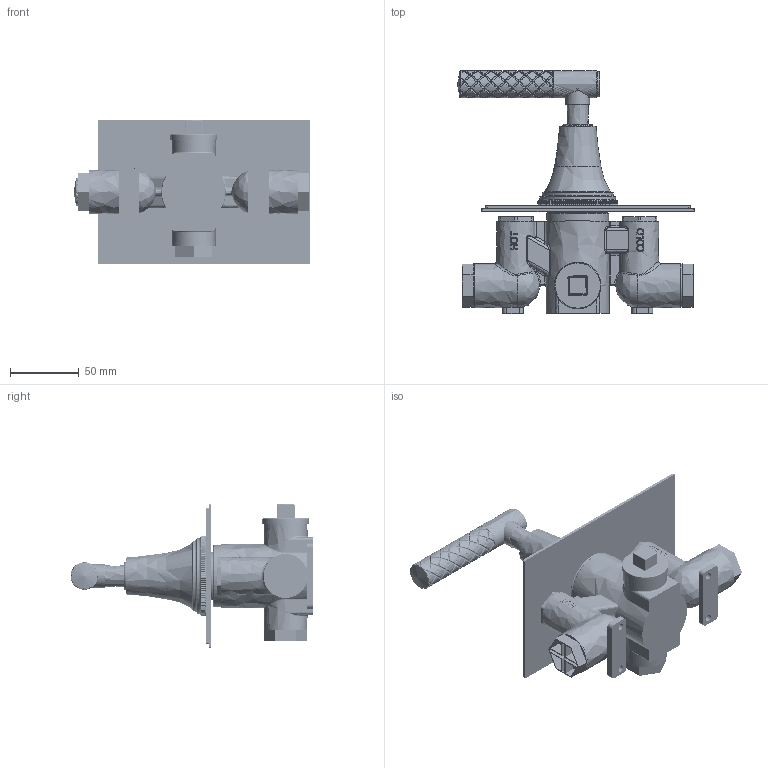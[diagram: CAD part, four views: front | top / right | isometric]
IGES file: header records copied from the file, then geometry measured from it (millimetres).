
Global section: file name: V600-T2BCQ CCQ; native system: Autodesk Inventor 2020; preprocessor: unknown; author: adaniels; date: 20210812.135155; units: millimetre
Bounding box: 172.5 x 176.97 x 105 mm (x, y, z)
Volume: 439260.8 mm3; surface area: 200064.7 mm2
Topology: 45 solids, 49 shells, 3772 faces, 9207 edges, 5281 vertices
Faces by surface type: bspline 3772
